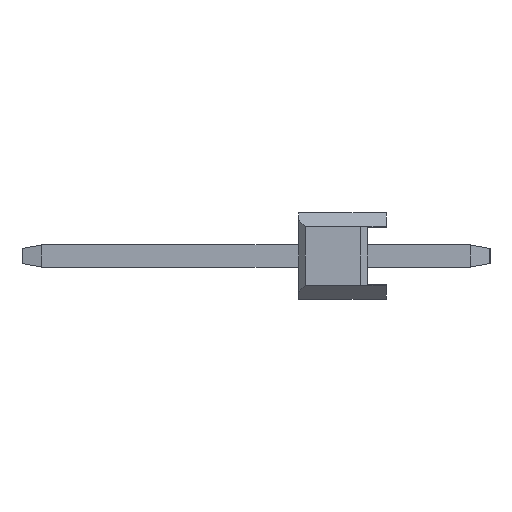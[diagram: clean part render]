
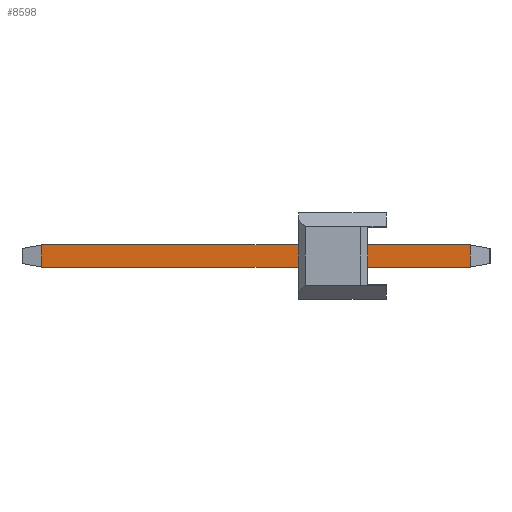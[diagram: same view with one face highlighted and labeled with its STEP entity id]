
A CAD part, left-side view. The second image highlights one B-rep face of the part: STEP entity #8598.
In plain terms, the highlighted planar face has unit normal (-1, 0, 0).
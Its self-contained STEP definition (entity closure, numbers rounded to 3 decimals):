
#39 = DIRECTION ( 'NONE',  ( 1., 0., 0. ) ) ;
#229 = VECTOR ( 'NONE', #23653, 1000. ) ;
#1271 = VERTEX_POINT ( 'NONE', #5351 ) ;
#1625 = VECTOR ( 'NONE', #13318, 1000. ) ;
#2023 = FACE_OUTER_BOUND ( 'NONE', #17512, .T. ) ;
#3416 = AXIS2_PLACEMENT_3D ( 'NONE', #18232, #39, #8110 ) ;
#5209 = CARTESIAN_POINT ( 'NONE',  ( -0.32, 10.54, 0.32 ) ) ;
#5351 = CARTESIAN_POINT ( 'NONE',  ( -0.32, 9.973, -0.32 ) ) ;
#5459 = EDGE_CURVE ( 'NONE', #6512, #24890, #23483, .T. ) ;
#5797 = LINE ( 'NONE', #13930, #26161 ) ;
#6282 = CARTESIAN_POINT ( 'NONE',  ( -0.32, 9.973, 0.32 ) ) ;
#6512 = VERTEX_POINT ( 'NONE', #6282 ) ;
#7134 = DIRECTION ( 'NONE',  ( 0., -1., 0. ) ) ;
#7360 = LINE ( 'NONE', #15474, #229 ) ;
#8110 = DIRECTION ( 'NONE',  ( 0., 0., -1. ) ) ;
#8598 = ADVANCED_FACE ( 'NONE', ( #2023 ), #10116, .F. ) ;
#10116 = PLANE ( 'NONE',  #3416 ) ;
#11387 = VECTOR ( 'NONE', #7134, 1000. ) ;
#11418 = EDGE_CURVE ( 'NONE', #6512, #1271, #5797, .T. ) ;
#13318 = DIRECTION ( 'NONE',  ( 0., -1., 0. ) ) ;
#13487 = CARTESIAN_POINT ( 'NONE',  ( -0.32, -2.433, -0.32 ) ) ;
#13930 = CARTESIAN_POINT ( 'NONE',  ( -0.32, 9.973, -0.32 ) ) ;
#15474 = CARTESIAN_POINT ( 'NONE',  ( -0.32, -2.433, 0.32 ) ) ;
#16515 = VERTEX_POINT ( 'NONE', #13487 ) ;
#17239 = LINE ( 'NONE', #25413, #11387 ) ;
#17512 = EDGE_LOOP ( 'NONE', ( #24871, #22474, #22088, #21949 ) ) ;
#17634 = EDGE_CURVE ( 'NONE', #1271, #16515, #17239, .T. ) ;
#18149 = CARTESIAN_POINT ( 'NONE',  ( -0.32, -2.433, 0.32 ) ) ;
#18232 = CARTESIAN_POINT ( 'NONE',  ( -0.32, 10.54, 0.32 ) ) ;
#21949 = ORIENTED_EDGE ( 'NONE', *, *, #11418, .T. ) ;
#22071 = DIRECTION ( 'NONE',  ( 0., 0., -1. ) ) ;
#22088 = ORIENTED_EDGE ( 'NONE', *, *, #5459, .F. ) ;
#22474 = ORIENTED_EDGE ( 'NONE', *, *, #23654, .T. ) ;
#23483 = LINE ( 'NONE', #5209, #1625 ) ;
#23653 = DIRECTION ( 'NONE',  ( 0., 0., 1. ) ) ;
#23654 = EDGE_CURVE ( 'NONE', #16515, #24890, #7360, .T. ) ;
#24871 = ORIENTED_EDGE ( 'NONE', *, *, #17634, .T. ) ;
#24890 = VERTEX_POINT ( 'NONE', #18149 ) ;
#25413 = CARTESIAN_POINT ( 'NONE',  ( -0.32, 10.54, -0.32 ) ) ;
#26161 = VECTOR ( 'NONE', #22071, 1000. ) ;
